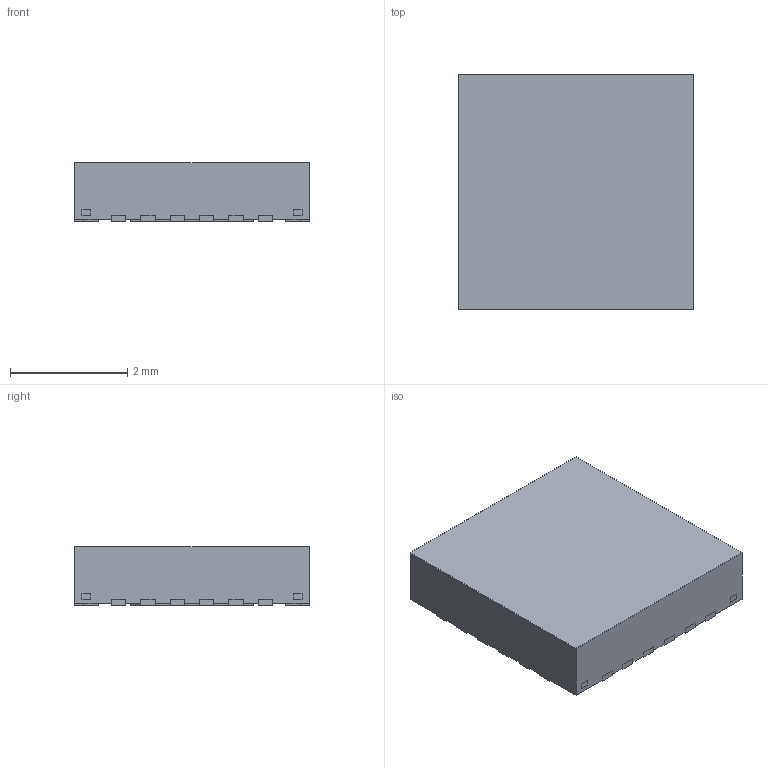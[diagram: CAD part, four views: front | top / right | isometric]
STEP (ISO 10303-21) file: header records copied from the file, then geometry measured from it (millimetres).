
FILE_DESCRIPTION((''),'2;1');
FILE_NAME('QFN_ASM','2019-08-22T07:28:40',('a0412086'),(''),'CREO PARAMETRIC BY PTC INC, 2018020','CREO PARAMETRIC BY PTC INC, 2018020','');
FILE_SCHEMA(('AUTOMOTIVE_DESIGN { 1 0 10303 214 1 1 1 1 }'));
Length unit declared in the file: millimetre
Products named in the file (3): FRAME; BODY; QFN_ASM
Assembly tree (2 placements, depth 2):
  QFN_ASM
    FRAME
    BODY
Bounding box: 4 x 4 x 1 mm (x, y, z)
Volume: 15.8 mm3; surface area: 68.9 mm2
Topology: 30 solids, 30 shells, 567 faces, 1514 edges, 1004 vertices
Faces by surface type: plane 375, cylinder 192
Entity records: 22787 total; most frequent: CARTESIAN_POINT 3097, DIRECTION 3042, ORIENTED_EDGE 3028, PRESENTATION_STYLE_ASSIGNMENT 1577, STYLED_ITEM 1545, CURVE_STYLE 1514, EDGE_CURVE 1514, VECTOR 1130
